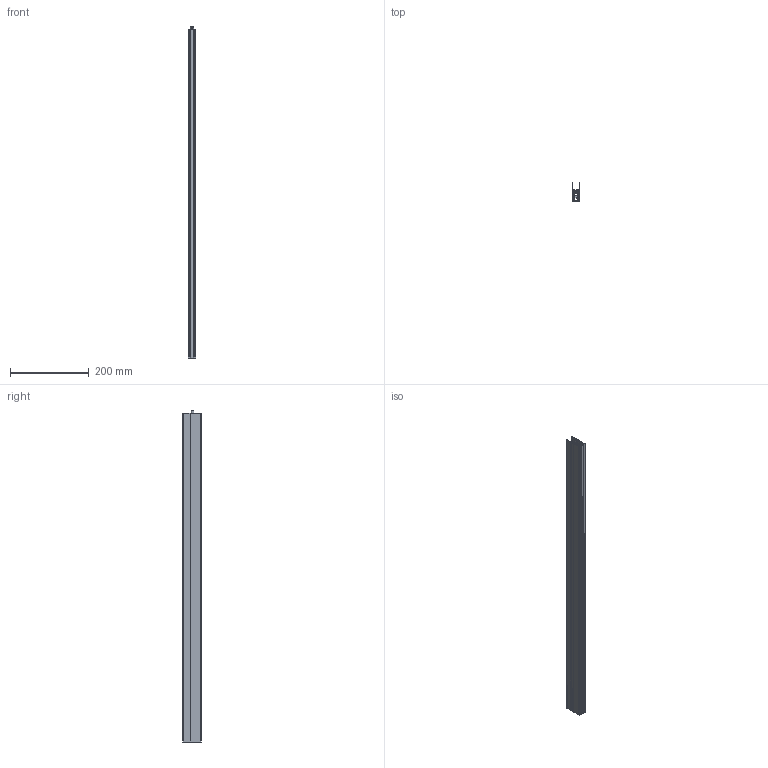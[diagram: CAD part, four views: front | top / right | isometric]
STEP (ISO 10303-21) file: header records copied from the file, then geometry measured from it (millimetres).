
FILE_DESCRIPTION (( 'STEP AP203' ), '1' );
FILE_NAME ('KG F16s 834.STEP', '2025-03-07T15:52:30', ( '' ), ( '' ), 'SwSTEP 2.0', 'SolidWorks 2023', '' );
FILE_SCHEMA (( 'CONFIG_CONTROL_DESIGN' ));
Length unit declared in the file: millimetre
Products named in the file (5): Betätigungsteil_1; KG F16s 834; Innengeometrie_13; Aussengehäuse_13; Schutzprofil KG_F16_834
Assembly tree (4 placements, depth 2):
  KG F16s 834
    Betätigungsteil_1
    Aussengehäuse_13
    Innengeometrie_13
    Schutzprofil KG_F16_834
Bounding box: 20.26 x 46 x 842.52 mm (x, y, z)
Volume: 265151.8 mm3; surface area: 434236.3 mm2
Topology: 19 solids, 19 shells, 697 faces, 1971 edges, 1314 vertices
Faces by surface type: plane 333, bspline 293, cylinder 71
Entity records: 37193 total; most frequent: CARTESIAN_POINT 20391, ORIENTED_EDGE 3942, DIRECTION 2332, EDGE_CURVE 1971, VERTEX_POINT 1314, LINE 1240, VECTOR 1240, EDGE_LOOP 779
